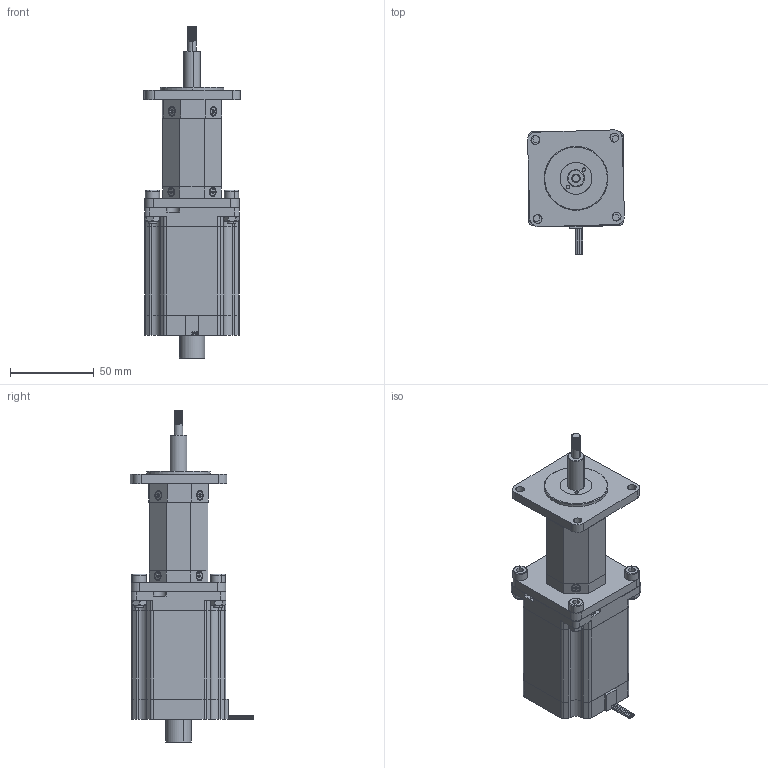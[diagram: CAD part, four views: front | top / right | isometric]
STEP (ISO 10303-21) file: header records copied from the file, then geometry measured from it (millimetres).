
FILE_DESCRIPTION (( 'STEP AP203' ), '1' );
FILE_NAME ('L5918L...A50.STEP', '2012-05-22T02:31:04', ( '微软用户' ), ( '微软中国' ), 'SwSTEP 2.0', 'SolidWorks 2010', '' );
FILE_SCHEMA (( 'CONFIG_CONTROL_DESIGN' ));
Products named in the file (19): 2; 1; ヶ傷裔; 麥芛蹟隊; 絳裝; 蹟裝; L5918L...A50; 4; 3; 錨璃32; 錨璃30; 錨璃31; 綴裔啣; 9_12; 揤踡蹟譫; 囀鞠褒蹟隊; 蹟簽; 砦雄ん; 俋褲-50
Assembly tree (31 placements, depth 2):
  L5918L...A50
    9_12
    蹟簽  x4
    ヶ傷裔
    絳裝
    4
    錨璃31
    麥芛蹟隊  x8
    俋褲-50
    囀鞠褒蹟隊  x4
    砦雄ん
    1
    綴裔啣
    錨璃32
    2
    揤踡蹟譫
    錨璃30
    3
    蹟裝
Bounding box: 57.73 x 73.77 x 197.87 mm (x, y, z)
Volume: 287930.2 mm3; surface area: 88640.1 mm2
Topology: 30 solids, 38 shells, 923 faces, 2362 edges, 1536 vertices
Faces by surface type: plane 394, cylinder 385, cone 127, torus 10, bspline 7
Entity records: 46372 total; most frequent: CARTESIAN_POINT 28291, ORIENTED_EDGE 3368, DIRECTION 3191, EDGE_CURVE 1704, AXIS2_PLACEMENT_3D 1157, VERTEX_POINT 1106, VECTOR 877, LINE 877
